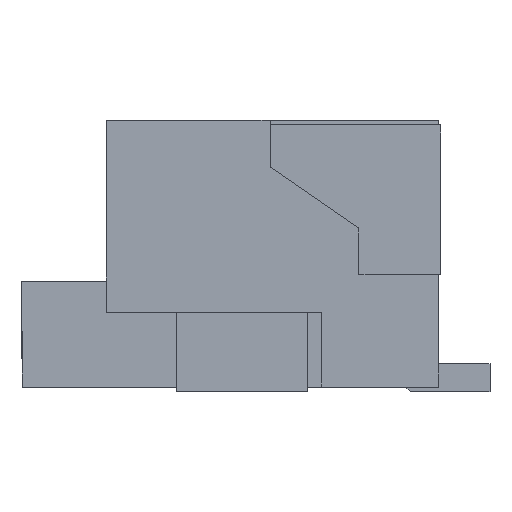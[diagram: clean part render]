
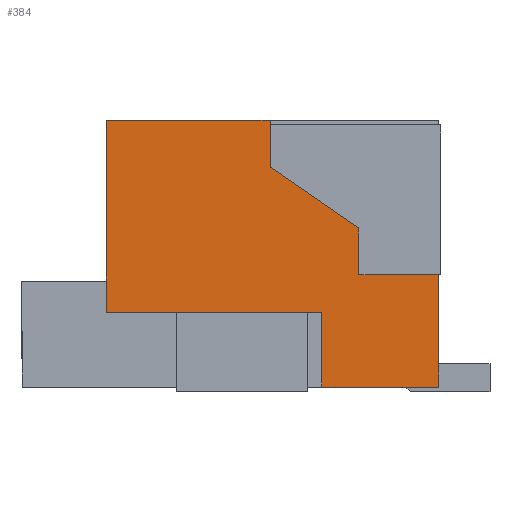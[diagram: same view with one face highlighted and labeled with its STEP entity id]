
A CAD part, left-side view. The second image highlights one B-rep face of the part: STEP entity #384.
In plain terms, the highlighted planar face has unit normal (-1, 0, 0).
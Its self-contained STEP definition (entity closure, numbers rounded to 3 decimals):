
#55 = CARTESIAN_POINT ( 'NONE',  ( -6., -4.45, 5.7 ) ) ;
#56 = VERTEX_POINT ( 'NONE', #3752 ) ;
#126 = VERTEX_POINT ( 'NONE', #326 ) ;
#225 = ORIENTED_EDGE ( 'NONE', *, *, #4307, .T. ) ;
#243 = DIRECTION ( 'NONE',  ( 0., 0., 1. ) ) ;
#297 = LINE ( 'NONE', #657, #4353 ) ;
#326 = CARTESIAN_POINT ( 'NONE',  ( -6., -0.85, 5.7 ) ) ;
#384 = ADVANCED_FACE ( 'NONE', ( #2598 ), #401, .T. ) ;
#401 = PLANE ( 'NONE',  #2823 ) ;
#471 = ORIENTED_EDGE ( 'NONE', *, *, #1890, .T. ) ;
#542 = DIRECTION ( 'NONE',  ( -1., 0., 0. ) ) ;
#554 = LINE ( 'NONE', #2414, #2655 ) ;
#657 = CARTESIAN_POINT ( 'NONE',  ( -6., -2.75, 3.4 ) ) ;
#670 = VERTEX_POINT ( 'NONE', #3928 ) ;
#805 = EDGE_CURVE ( 'NONE', #4681, #1047, #5315, .T. ) ;
#859 = ORIENTED_EDGE ( 'NONE', *, *, #3262, .T. ) ;
#928 = ORIENTED_EDGE ( 'NONE', *, *, #805, .T. ) ;
#973 = CARTESIAN_POINT ( 'NONE',  ( -6., -1.95, 0. ) ) ;
#1005 = ORIENTED_EDGE ( 'NONE', *, *, #2888, .T. ) ;
#1043 = DIRECTION ( 'NONE',  ( 0., 0., -1. ) ) ;
#1047 = VERTEX_POINT ( 'NONE', #1963 ) ;
#1053 = EDGE_CURVE ( 'NONE', #670, #126, #554, .T. ) ;
#1298 = VECTOR ( 'NONE', #2444, 1000. ) ;
#1467 = DIRECTION ( 'NONE',  ( 0., 0., 1. ) ) ;
#1555 = ORIENTED_EDGE ( 'NONE', *, *, #4178, .T. ) ;
#1640 = CARTESIAN_POINT ( 'NONE',  ( -6., -2.75, 3.4 ) ) ;
#1686 = DIRECTION ( 'NONE',  ( 0., -1., 0. ) ) ;
#1725 = ORIENTED_EDGE ( 'NONE', *, *, #1053, .T. ) ;
#1761 = VERTEX_POINT ( 'NONE', #4910 ) ;
#1807 = EDGE_CURVE ( 'NONE', #2733, #2745, #4486, .T. ) ;
#1881 = CARTESIAN_POINT ( 'NONE',  ( -6., -2.75, 2.4 ) ) ;
#1890 = EDGE_CURVE ( 'NONE', #2745, #670, #297, .T. ) ;
#1901 = CARTESIAN_POINT ( 'NONE',  ( -6., -2.75, 0. ) ) ;
#1963 = CARTESIAN_POINT ( 'NONE',  ( -6., -1.95, 1.6 ) ) ;
#2214 = ORIENTED_EDGE ( 'NONE', *, *, #2794, .T. ) ;
#2356 = DIRECTION ( 'NONE',  ( 0., 0.825, 0.565 ) ) ;
#2414 = CARTESIAN_POINT ( 'NONE',  ( -6., -0.85, 0. ) ) ;
#2444 = DIRECTION ( 'NONE',  ( 0., 1., 0. ) ) ;
#2449 = CARTESIAN_POINT ( 'NONE',  ( -6., -4.45, 0. ) ) ;
#2563 = EDGE_LOOP ( 'NONE', ( #1555, #3443, #2214, #225, #5557, #471, #1725, #859, #1005, #928 ) ) ;
#2598 = FACE_OUTER_BOUND ( 'NONE', #2563, .T. ) ;
#2622 = DIRECTION ( 'NONE',  ( 0., 0., 1. ) ) ;
#2655 = VECTOR ( 'NONE', #243, 1000. ) ;
#2733 = VERTEX_POINT ( 'NONE', #1881 ) ;
#2745 = VERTEX_POINT ( 'NONE', #1640 ) ;
#2794 = EDGE_CURVE ( 'NONE', #56, #5273, #5356, .T. ) ;
#2823 = AXIS2_PLACEMENT_3D ( 'NONE', #4811, #542, #3532 ) ;
#2888 = EDGE_CURVE ( 'NONE', #4087, #4681, #3783, .T. ) ;
#2952 = VECTOR ( 'NONE', #3034, 1000. ) ;
#3034 = DIRECTION ( 'NONE',  ( 0., 0., -1. ) ) ;
#3035 = LINE ( 'NONE', #973, #3334 ) ;
#3102 = CARTESIAN_POINT ( 'NONE',  ( -6., 2.65, 0. ) ) ;
#3225 = CARTESIAN_POINT ( 'NONE',  ( -6., -4.45, 2.4 ) ) ;
#3262 = EDGE_CURVE ( 'NONE', #126, #4087, #4801, .T. ) ;
#3316 = VECTOR ( 'NONE', #1467, 1000. ) ;
#3334 = VECTOR ( 'NONE', #1043, 1000. ) ;
#3336 = VECTOR ( 'NONE', #1686, 1000. ) ;
#3443 = ORIENTED_EDGE ( 'NONE', *, *, #5178, .T. ) ;
#3463 = CARTESIAN_POINT ( 'NONE',  ( -6., 2.65, 1.6 ) ) ;
#3489 = CARTESIAN_POINT ( 'NONE',  ( -6., 2.65, 5.7 ) ) ;
#3520 = CARTESIAN_POINT ( 'NONE',  ( -6., -4.45, 2.4 ) ) ;
#3532 = DIRECTION ( 'NONE',  ( 0., 0., 1. ) ) ;
#3752 = CARTESIAN_POINT ( 'NONE',  ( -6., -4.45, 0. ) ) ;
#3756 = DIRECTION ( 'NONE',  ( 0., -1., 0. ) ) ;
#3783 = LINE ( 'NONE', #3102, #2952 ) ;
#3905 = CARTESIAN_POINT ( 'NONE',  ( -6., -4.45, 1.6 ) ) ;
#3928 = CARTESIAN_POINT ( 'NONE',  ( -6., -0.85, 4.7 ) ) ;
#4009 = VECTOR ( 'NONE', #3756, 1000. ) ;
#4087 = VERTEX_POINT ( 'NONE', #3489 ) ;
#4178 = EDGE_CURVE ( 'NONE', #1047, #1761, #3035, .T. ) ;
#4272 = VECTOR ( 'NONE', #2622, 1000. ) ;
#4307 = EDGE_CURVE ( 'NONE', #5273, #2733, #4573, .T. ) ;
#4353 = VECTOR ( 'NONE', #2356, 1000. ) ;
#4356 = CARTESIAN_POINT ( 'NONE',  ( -6., -4.45, 5.7 ) ) ;
#4486 = LINE ( 'NONE', #1901, #3316 ) ;
#4573 = LINE ( 'NONE', #3225, #1298 ) ;
#4681 = VERTEX_POINT ( 'NONE', #3463 ) ;
#4801 = LINE ( 'NONE', #55, #5073 ) ;
#4811 = CARTESIAN_POINT ( 'NONE',  ( -6., -4.45, 0. ) ) ;
#4890 = LINE ( 'NONE', #2449, #4009 ) ;
#4910 = CARTESIAN_POINT ( 'NONE',  ( -6., -1.95, 0. ) ) ;
#5073 = VECTOR ( 'NONE', #5299, 1000. ) ;
#5178 = EDGE_CURVE ( 'NONE', #1761, #56, #4890, .T. ) ;
#5273 = VERTEX_POINT ( 'NONE', #3520 ) ;
#5299 = DIRECTION ( 'NONE',  ( 0., 1., 0. ) ) ;
#5315 = LINE ( 'NONE', #3905, #3336 ) ;
#5356 = LINE ( 'NONE', #4356, #4272 ) ;
#5557 = ORIENTED_EDGE ( 'NONE', *, *, #1807, .T. ) ;
